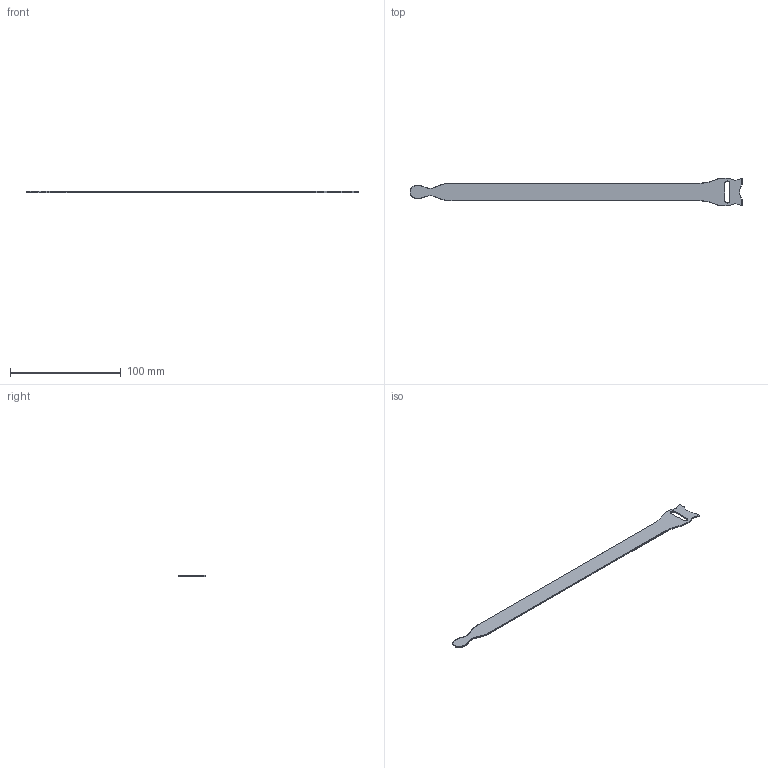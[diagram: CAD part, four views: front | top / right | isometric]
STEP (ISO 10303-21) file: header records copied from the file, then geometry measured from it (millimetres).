
FILE_DESCRIPTION (( 'STEP AP214' ), '1' );
FILE_NAME ('11-KK25300FRT.STEP', '2024-07-31T08:53:02', ( '' ), ( '' ), 'SwSTEP 2.0', 'SolidWorks 2022', '' );
FILE_SCHEMA (( 'AUTOMOTIVE_DESIGN' ));
Length unit declared in the file: millimetre
Products named in the file (1): 11-KK25300FRT
Bounding box: 300 x 24.92 x 1.2 mm (x, y, z)
Volume: 5641.5 mm3; surface area: 10187.2 mm2
Topology: 1 solids, 1 shells, 70 faces, 164 edges, 92 vertices
Faces by surface type: cylinder 29, torus 20, plane 11, bspline 6, sphere 4
Entity records: 3657 total; most frequent: CARTESIAN_POINT 1509, DIRECTION 352, ORIENTED_EDGE 312, EDGE_CURVE 156, AXIS2_PLACEMENT_3D 147, VERTEX_POINT 88, CIRCLE 82, EDGE_LOOP 72
